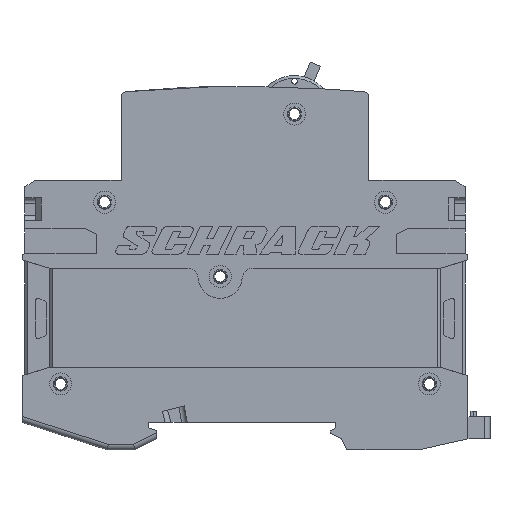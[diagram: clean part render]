
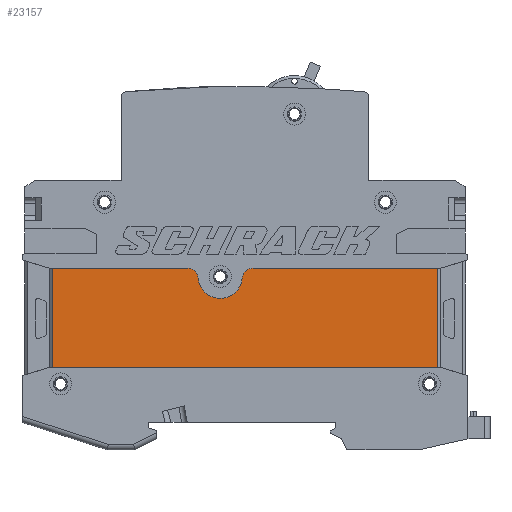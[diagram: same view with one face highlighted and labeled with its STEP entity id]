
A CAD part, left-side view. The second image highlights one B-rep face of the part: STEP entity #23157.
In plain terms, the highlighted planar face has unit normal (-1, 0, 0).
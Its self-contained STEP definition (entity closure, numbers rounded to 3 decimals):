
#251 = ORIENTED_EDGE ( 'NONE', *, *, #10292, .T. ) ;
#770 = AXIS2_PLACEMENT_3D ( 'NONE', #18957, #24427, #11144 ) ;
#1605 = EDGE_CURVE ( 'NONE', #15821, #4131, #12836, .T. ) ;
#2147 = ORIENTED_EDGE ( 'NONE', *, *, #19085, .T. ) ;
#2725 = EDGE_CURVE ( 'NONE', #10329, #14013, #4920, .T. ) ;
#2926 = DIRECTION ( 'NONE',  ( -1., 0., 0. ) ) ;
#3416 = CARTESIAN_POINT ( 'NONE',  ( 0.1, -75.5, -16. ) ) ;
#3591 = ORIENTED_EDGE ( 'NONE', *, *, #10218, .T. ) ;
#3916 = CARTESIAN_POINT ( 'NONE',  ( 0.1, -75.5, -16. ) ) ;
#4131 = VERTEX_POINT ( 'NONE', #3916 ) ;
#4762 = CARTESIAN_POINT ( 'NONE',  ( 0.1, -32.014, -17.833 ) ) ;
#4790 = DIRECTION ( 'NONE',  ( 0., 0., 1. ) ) ;
#4920 = LINE ( 'NONE', #10598, #23735 ) ;
#5815 = LINE ( 'NONE', #24311, #12657 ) ;
#5821 = CARTESIAN_POINT ( 'NONE',  ( 0.1, -5.5, -34. ) ) ;
#5908 = DIRECTION ( 'NONE',  ( 0., 0., 1. ) ) ;
#6045 = LINE ( 'NONE', #13337, #8421 ) ;
#6203 = CARTESIAN_POINT ( 'NONE',  ( 0.1, -41.979, -16. ) ) ;
#7239 = EDGE_LOOP ( 'NONE', ( #2147, #9689, #3591, #11714, #20112, #251, #17993, #13806 ) ) ;
#7773 = CARTESIAN_POINT ( 'NONE',  ( 0.1, -36., -17.5 ) ) ;
#8421 = VECTOR ( 'NONE', #20927, 1000. ) ;
#8508 = VERTEX_POINT ( 'NONE', #10126 ) ;
#8631 = DIRECTION ( 'NONE',  ( 0., 1., 0. ) ) ;
#8685 = CARTESIAN_POINT ( 'NONE',  ( 0.1, -5.5, -16. ) ) ;
#9165 = DIRECTION ( 'NONE',  ( 0., 1., 0. ) ) ;
#9689 = ORIENTED_EDGE ( 'NONE', *, *, #1605, .T. ) ;
#10126 = CARTESIAN_POINT ( 'NONE',  ( 0.1, -39.986, -17.833 ) ) ;
#10218 = EDGE_CURVE ( 'NONE', #4131, #16553, #5815, .T. ) ;
#10292 = EDGE_CURVE ( 'NONE', #24341, #10329, #11461, .T. ) ;
#10329 = VERTEX_POINT ( 'NONE', #11991 ) ;
#10467 = DIRECTION ( 'NONE',  ( 0., 0., 1. ) ) ;
#10598 = CARTESIAN_POINT ( 'NONE',  ( 0.1, -5., -16. ) ) ;
#10859 = EDGE_CURVE ( 'NONE', #8508, #24341, #23775, .T. ) ;
#11144 = DIRECTION ( 'NONE',  ( 0., 0., 1. ) ) ;
#11461 = CIRCLE ( 'NONE', #770, 2. ) ;
#11501 = AXIS2_PLACEMENT_3D ( 'NONE', #12212, #2926, #10467 ) ;
#11588 = CARTESIAN_POINT ( 'NONE',  ( 0.1, -5.5, -34. ) ) ;
#11714 = ORIENTED_EDGE ( 'NONE', *, *, #13405, .T. ) ;
#11991 = CARTESIAN_POINT ( 'NONE',  ( 0.1, -30.021, -16. ) ) ;
#12212 = CARTESIAN_POINT ( 'NONE',  ( 0.1, -30.021, -18. ) ) ;
#12593 = AXIS2_PLACEMENT_3D ( 'NONE', #14137, #21989, #20355 ) ;
#12657 = VECTOR ( 'NONE', #9165, 1000. ) ;
#12836 = LINE ( 'NONE', #3416, #14221 ) ;
#13053 = AXIS2_PLACEMENT_3D ( 'NONE', #7773, #15299, #5908 ) ;
#13337 = CARTESIAN_POINT ( 'NONE',  ( 0.1, -5., -34. ) ) ;
#13359 = DIRECTION ( 'NONE',  ( 0., 0., -1. ) ) ;
#13405 = EDGE_CURVE ( 'NONE', #16553, #8508, #22505, .T. ) ;
#13806 = ORIENTED_EDGE ( 'NONE', *, *, #16529, .T. ) ;
#14013 = VERTEX_POINT ( 'NONE', #8685 ) ;
#14137 = CARTESIAN_POINT ( 'NONE',  ( 0.1, -41.979, -18. ) ) ;
#14221 = VECTOR ( 'NONE', #4790, 1000. ) ;
#15299 = DIRECTION ( 'NONE',  ( 1., 0., 0. ) ) ;
#15821 = VERTEX_POINT ( 'NONE', #24121 ) ;
#16280 = PLANE ( 'NONE',  #11501 ) ;
#16529 = EDGE_CURVE ( 'NONE', #14013, #20728, #19211, .T. ) ;
#16553 = VERTEX_POINT ( 'NONE', #6203 ) ;
#17993 = ORIENTED_EDGE ( 'NONE', *, *, #2725, .T. ) ;
#18183 = VECTOR ( 'NONE', #13359, 1000. ) ;
#18281 = FACE_OUTER_BOUND ( 'NONE', #7239, .T. ) ;
#18957 = CARTESIAN_POINT ( 'NONE',  ( 0.1, -30.021, -18. ) ) ;
#19085 = EDGE_CURVE ( 'NONE', #20728, #15821, #6045, .T. ) ;
#19211 = LINE ( 'NONE', #5821, #18183 ) ;
#20112 = ORIENTED_EDGE ( 'NONE', *, *, #10859, .T. ) ;
#20355 = DIRECTION ( 'NONE',  ( 0., 0., 1. ) ) ;
#20728 = VERTEX_POINT ( 'NONE', #11588 ) ;
#20927 = DIRECTION ( 'NONE',  ( 0., -1., 0. ) ) ;
#21989 = DIRECTION ( 'NONE',  ( -1., 0., 0. ) ) ;
#22505 = CIRCLE ( 'NONE', #12593, 2. ) ;
#23157 = ADVANCED_FACE ( 'NONE', ( #18281 ), #16280, .T. ) ;
#23735 = VECTOR ( 'NONE', #8631, 1000. ) ;
#23775 = CIRCLE ( 'NONE', #13053, 4. ) ;
#24121 = CARTESIAN_POINT ( 'NONE',  ( 0.1, -75.5, -34. ) ) ;
#24311 = CARTESIAN_POINT ( 'NONE',  ( 0.1, -76., -16. ) ) ;
#24341 = VERTEX_POINT ( 'NONE', #4762 ) ;
#24427 = DIRECTION ( 'NONE',  ( -1., 0., 0. ) ) ;
